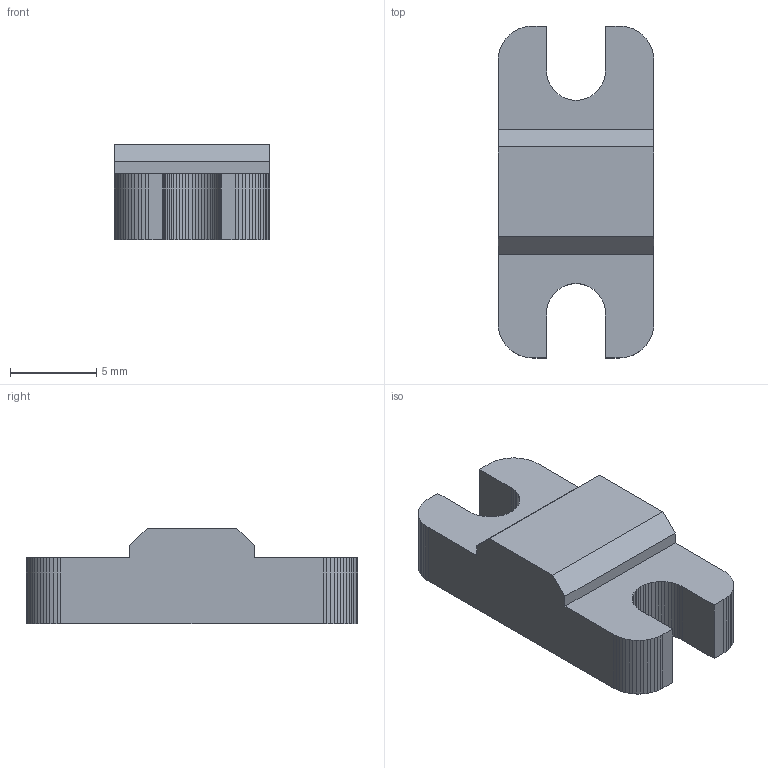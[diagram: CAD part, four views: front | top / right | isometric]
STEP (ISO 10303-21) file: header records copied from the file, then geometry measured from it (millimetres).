
FILE_DESCRIPTION(/* description */ (''),/* implementation_level */ '2;1');
FILE_NAME(/* name */ '4-Belt_Clamp.stp',/* time_stamp */ '2017-03-23T13:09:11-04:00',/* author */ ('Tiktiki'),/* organization */ (''),/* preprocessor_version */ 'ST-DEVELOPER v16.1',/* originating_system */ 'Autodesk Inventor 2016',/* authorisation */ '');
FILE_SCHEMA (('AUTOMOTIVE_DESIGN { 1 0 10303 214 3 1 1 }'));
Length unit declared in the file: millimetre
Products named in the file (1): 4-Belt_Clamp
Bounding box: 9 x 19.2 x 5.5 mm (x, y, z)
Volume: 643.1 mm3; surface area: 583.2 mm2
Topology: 1 solids, 1 shells, 134 faces, 396 edges, 264 vertices
Faces by surface type: plane 134
Entity records: 4404 total; most frequent: CARTESIAN_POINT 795, ORIENTED_EDGE 792, DIRECTION 666, LINE 396, VECTOR 396, EDGE_CURVE 396, VERTEX_POINT 264, AXIS2_PLACEMENT_3D 135
